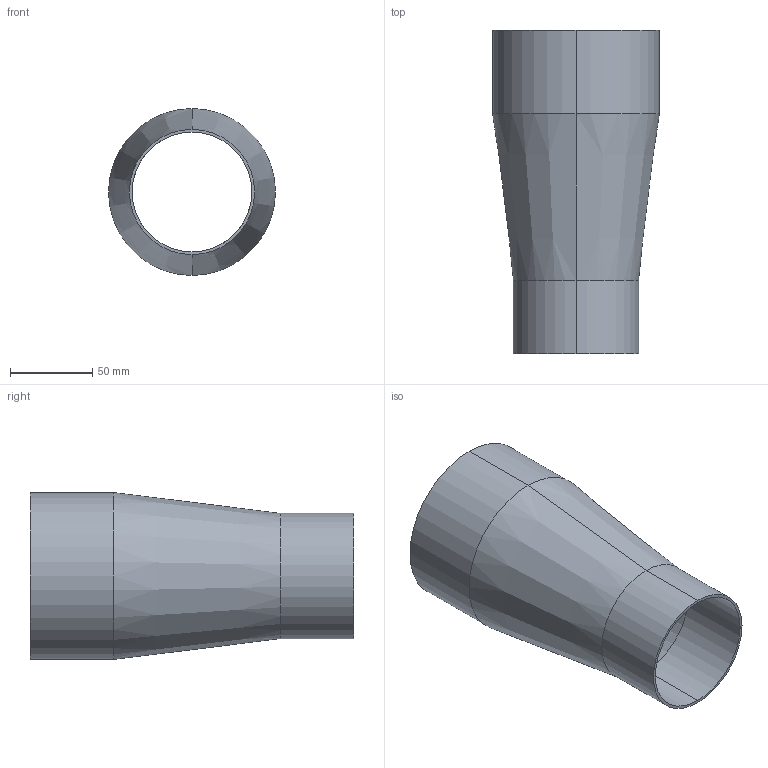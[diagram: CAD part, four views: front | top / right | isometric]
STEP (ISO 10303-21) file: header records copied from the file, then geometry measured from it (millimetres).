
FILE_DESCRIPTION (( 'STEP AP214' ), '1' );
FILE_NAME ('DT11C 101.6x76.2.STEP', '2014-02-12T02:36:41', ( '' ), ( '' ), 'SwSTEP 2.0', 'SolidWorks 2013', '' );
FILE_SCHEMA (( 'AUTOMOTIVE_DESIGN' ));
Length unit declared in the file: inch
Products named in the file (1): DT11C 101.6x76.2
Bounding box: 101.6 x 196.9 x 101.6 mm (x, y, z)
Volume: 107316 mm3; surface area: 109518.7 mm2
Topology: 1 solids, 1 shells, 14 faces, 32 edges, 20 vertices
Faces by surface type: cylinder 8, bspline 2, cone 2, plane 2
Entity records: 464 total; most frequent: CARTESIAN_POINT 95, DIRECTION 76, ORIENTED_EDGE 64, AXIS2_PLACEMENT_3D 33, EDGE_CURVE 32, CIRCLE 20, VERTEX_POINT 20, EDGE_LOOP 16
